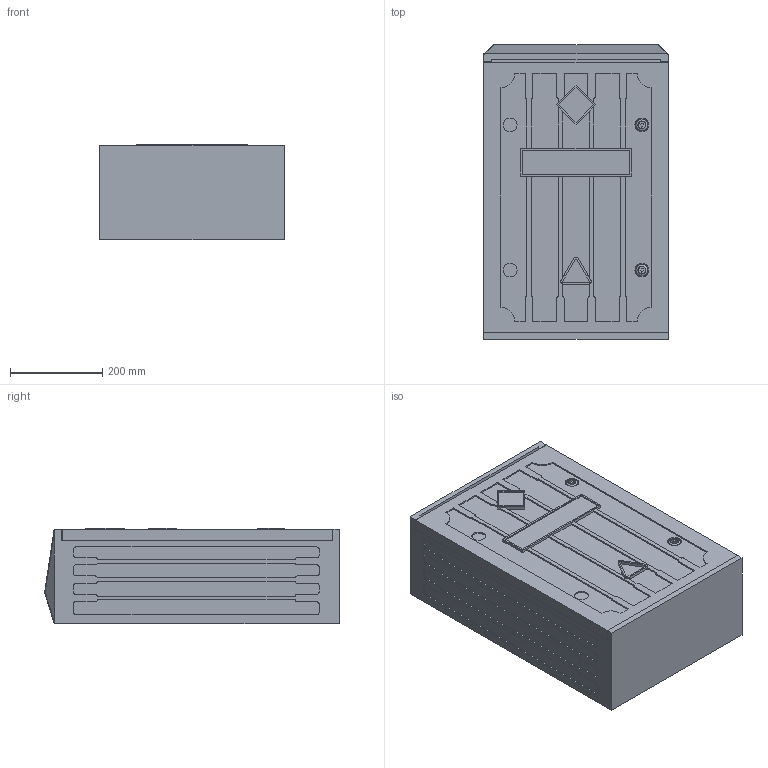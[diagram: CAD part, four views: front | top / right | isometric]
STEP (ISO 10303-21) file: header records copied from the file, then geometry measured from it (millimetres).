
FILE_DESCRIPTION (( 'STEP AP203' ), '1' );
FILE_NAME ('YKP40-N-642-54 Êîðïóñ ïîëèýñòåðíûé ÙÌÏ 640õ400õ205 ìì ÓÕË1 IP54.STEP', '2016-10-31T06:35:23', ( '' ), ( '' ), 'SwSTEP 2.0', 'SolidWorks 2014', '' );
FILE_SCHEMA (( 'CONFIG_CONTROL_DESIGN' ));
Length unit declared in the file: millimetre
Products named in the file (5): YKP40-N-642-54 Base; YKP40-N-642-54 Door; Door lock IP54 (22-25_44); YKP40-N-642-54 Êîðïóñ ïîëèýñòåðíûé ÙÌÏ 640õ400õ205 ìì ÓÕË1 IP54
Assembly tree (5 placements, depth 3):
  YKP40-N-642-54 Êîðïóñ ïîëèýñòåðíûé ÙÌÏ 640õ400õ205 ìì ÓÕË1 IP54
    YKP40-N-642-54 Base
    YKP40-N-642-54 Door
      YKP40-N-642-54 Door
      Door lock IP54 (22-25_44)  x2
Bounding box: 400 x 639.5 x 208 mm (x, y, z)
Volume: 9992594.4 mm3; surface area: 2281690.4 mm2
Topology: 19 solids, 19 shells, 651 faces, 1626 edges, 1064 vertices
Faces by surface type: plane 446, cylinder 187, bspline 14, cone 2, torus 2
Full cylindrical faces by diameter (mm): 6 x8, 6.2 x2, 16 x2, 18 x4, 21 x4, 30 x4, 38 x4
Entity records: 17312 total; most frequent: CARTESIAN_POINT 3081, DIRECTION 2819, ORIENTED_EDGE 2792, EDGE_CURVE 1396, LINE 1033, VECTOR 1033, VERTEX_POINT 937, AXIS2_PLACEMENT_3D 893
